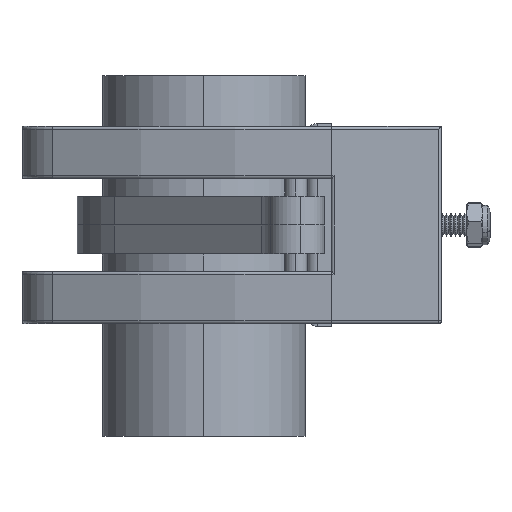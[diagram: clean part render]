
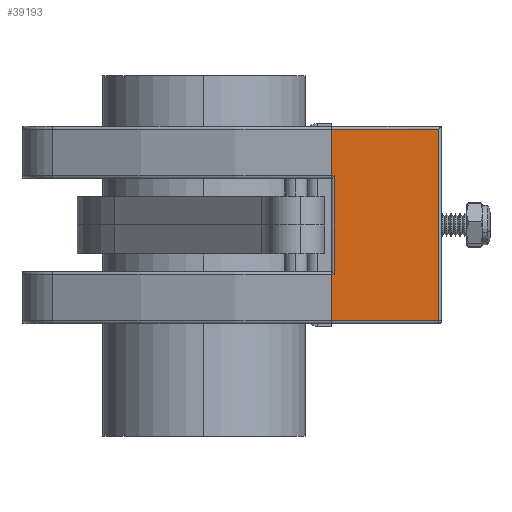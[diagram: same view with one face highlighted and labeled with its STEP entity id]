
A CAD part, left-side view. The second image highlights one B-rep face of the part: STEP entity #39193.
In plain terms, the highlighted planar face has unit normal (-1, 0, 0).
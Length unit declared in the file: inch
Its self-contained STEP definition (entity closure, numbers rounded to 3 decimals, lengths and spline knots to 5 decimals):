
#1231 = EDGE_CURVE ( 'NONE', #9902, #61061, #39773, .T. ) ;
#1366 = VERTEX_POINT ( 'NONE', #32014 ) ;
#2363 = VERTEX_POINT ( 'NONE', #42334 ) ;
#3461 = LINE ( 'NONE', #56165, #39579 ) ;
#5465 = DIRECTION ( 'NONE',  ( 0., 1., 0. ) ) ;
#6637 = CARTESIAN_POINT ( 'NONE',  ( -3.625, 1.21825, 1.09375 ) ) ;
#7040 = CARTESIAN_POINT ( 'NONE',  ( -3.625, 0.03, 1.09375 ) ) ;
#9065 = EDGE_CURVE ( 'NONE', #14026, #23436, #47143, .T. ) ;
#9567 = CARTESIAN_POINT ( 'NONE',  ( -3.625, 1.21825, 0.54563 ) ) ;
#9902 = VERTEX_POINT ( 'NONE', #16778 ) ;
#10177 = VERTEX_POINT ( 'NONE', #9567 ) ;
#13663 = VECTOR ( 'NONE', #42782, 39.37008 ) ;
#14026 = VERTEX_POINT ( 'NONE', #42378 ) ;
#14726 = VECTOR ( 'NONE', #53642, 39.37008 ) ;
#16304 = CARTESIAN_POINT ( 'NONE',  ( -3.625, 1.21825, -0.54562 ) ) ;
#16478 = ORIENTED_EDGE ( 'NONE', *, *, #46045, .T. ) ;
#16778 = CARTESIAN_POINT ( 'NONE',  ( -3.625, 1.18825, -0.54562 ) ) ;
#17565 = ORIENTED_EDGE ( 'NONE', *, *, #47812, .T. ) ;
#19108 = CARTESIAN_POINT ( 'NONE',  ( -3.625, 0., -1.06375 ) ) ;
#19706 = PLANE ( 'NONE',  #49160 ) ;
#20559 = DIRECTION ( 'NONE',  ( 0., -1., 0. ) ) ;
#21937 = VECTOR ( 'NONE', #26291, 39.37008 ) ;
#23436 = VERTEX_POINT ( 'NONE', #46089 ) ;
#23531 = VECTOR ( 'NONE', #39984, 39.37008 ) ;
#23609 = EDGE_CURVE ( 'NONE', #47212, #9902, #3461, .T. ) ;
#24082 = LINE ( 'NONE', #29136, #60185 ) ;
#24181 = ORIENTED_EDGE ( 'NONE', *, *, #1231, .T. ) ;
#24406 = DIRECTION ( 'NONE',  ( 1., 0., 0. ) ) ;
#25837 = EDGE_CURVE ( 'NONE', #61061, #2363, #54334, .T. ) ;
#26291 = DIRECTION ( 'NONE',  ( 0., 0., -1. ) ) ;
#27795 = VECTOR ( 'NONE', #44325, 39.37008 ) ;
#28188 = CARTESIAN_POINT ( 'NONE',  ( -3.625, 1.18825, 0.54563 ) ) ;
#29136 = CARTESIAN_POINT ( 'NONE',  ( -3.625, 0., 1.06375 ) ) ;
#30195 = CARTESIAN_POINT ( 'NONE',  ( -3.625, 4.3133, -0.54562 ) ) ;
#32014 = CARTESIAN_POINT ( 'NONE',  ( -3.625, 1.21825, 1.06375 ) ) ;
#35161 = CARTESIAN_POINT ( 'NONE',  ( -3.625, 1.21825, 0.54563 ) ) ;
#35876 = ORIENTED_EDGE ( 'NONE', *, *, #23609, .T. ) ;
#36600 = ORIENTED_EDGE ( 'NONE', *, *, #40916, .T. ) ;
#36601 = CARTESIAN_POINT ( 'NONE',  ( -3.625, 1.21825, 1.09375 ) ) ;
#38445 = CARTESIAN_POINT ( 'NONE',  ( -3.625, 0., 1.09375 ) ) ;
#39193 = ADVANCED_FACE ( 'NONE', ( #51302 ), #19706, .F. ) ;
#39579 = VECTOR ( 'NONE', #60893, 39.37008 ) ;
#39773 = LINE ( 'NONE', #30195, #14726 ) ;
#39788 = ORIENTED_EDGE ( 'NONE', *, *, #47626, .T. ) ;
#39984 = DIRECTION ( 'NONE',  ( 0., 0., 1. ) ) ;
#40485 = EDGE_LOOP ( 'NONE', ( #39788, #16478, #35876, #24181, #50471, #36600, #45743, #17565 ) ) ;
#40916 = EDGE_CURVE ( 'NONE', #2363, #14026, #48276, .T. ) ;
#42334 = CARTESIAN_POINT ( 'NONE',  ( -3.625, 1.21825, -1.06375 ) ) ;
#42378 = CARTESIAN_POINT ( 'NONE',  ( -3.625, 0.03, -1.06375 ) ) ;
#42782 = DIRECTION ( 'NONE',  ( 0., -1., 0. ) ) ;
#44325 = DIRECTION ( 'NONE',  ( 0., 0., -1. ) ) ;
#45539 = LINE ( 'NONE', #36601, #21937 ) ;
#45743 = ORIENTED_EDGE ( 'NONE', *, *, #9065, .T. ) ;
#46045 = EDGE_CURVE ( 'NONE', #10177, #47212, #47865, .T. ) ;
#46089 = CARTESIAN_POINT ( 'NONE',  ( -3.625, 0.03, 1.06375 ) ) ;
#46423 = VECTOR ( 'NONE', #20559, 39.37008 ) ;
#47143 = LINE ( 'NONE', #7040, #23531 ) ;
#47212 = VERTEX_POINT ( 'NONE', #28188 ) ;
#47626 = EDGE_CURVE ( 'NONE', #1366, #10177, #45539, .T. ) ;
#47812 = EDGE_CURVE ( 'NONE', #23436, #1366, #24082, .T. ) ;
#47865 = LINE ( 'NONE', #35161, #46423 ) ;
#48276 = LINE ( 'NONE', #19108, #13663 ) ;
#49160 = AXIS2_PLACEMENT_3D ( 'NONE', #38445, #24406, #57338 ) ;
#50471 = ORIENTED_EDGE ( 'NONE', *, *, #25837, .T. ) ;
#51302 = FACE_OUTER_BOUND ( 'NONE', #40485, .T. ) ;
#53642 = DIRECTION ( 'NONE',  ( 0., 1., 0. ) ) ;
#54334 = LINE ( 'NONE', #6637, #27795 ) ;
#56165 = CARTESIAN_POINT ( 'NONE',  ( -3.625, 1.18825, 1.09375 ) ) ;
#57338 = DIRECTION ( 'NONE',  ( 0., 0., -1. ) ) ;
#60185 = VECTOR ( 'NONE', #5465, 39.37008 ) ;
#60893 = DIRECTION ( 'NONE',  ( 0., 0., -1. ) ) ;
#61061 = VERTEX_POINT ( 'NONE', #16304 ) ;
